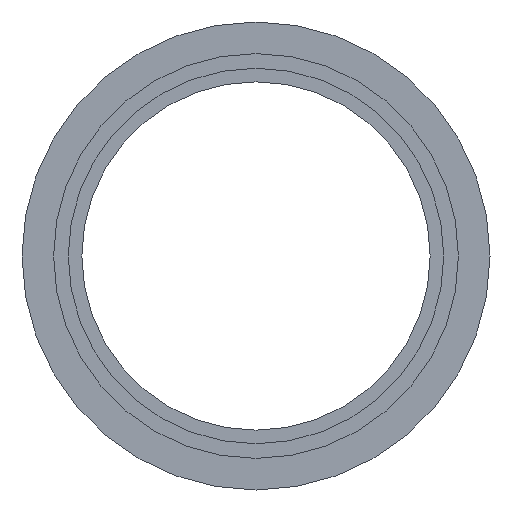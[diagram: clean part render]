
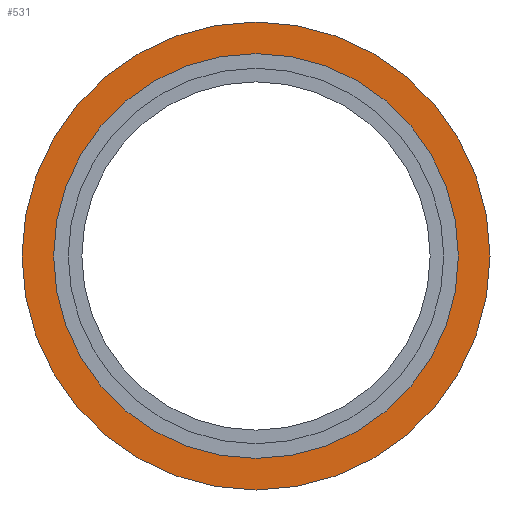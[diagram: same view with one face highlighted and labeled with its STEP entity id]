
A CAD part, front view. The second image highlights one B-rep face of the part: STEP entity #531.
In plain terms, the highlighted planar face has unit normal (0, -1, 0).
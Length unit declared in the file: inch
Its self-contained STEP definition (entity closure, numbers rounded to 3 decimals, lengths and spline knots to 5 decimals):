
#4 = VERTEX_POINT ( 'NONE', #422 ) ;
#27 = AXIS2_PLACEMENT_3D ( 'NONE', #412, #233, #613 ) ;
#48 = AXIS2_PLACEMENT_3D ( 'NONE', #170, #150, #60 ) ;
#59 = DIRECTION ( 'NONE',  ( 0., 0., -1. ) ) ;
#60 = DIRECTION ( 'NONE',  ( 0., 0., 1. ) ) ;
#61 = DIRECTION ( 'NONE',  ( 0., -1., 0. ) ) ;
#64 = CARTESIAN_POINT ( 'NONE',  ( 0., 0., 0. ) ) ;
#75 = VERTEX_POINT ( 'NONE', #221 ) ;
#76 = DIRECTION ( 'NONE',  ( 0., 0., -1. ) ) ;
#79 = DIRECTION ( 'NONE',  ( 0., -1., 0. ) ) ;
#95 = CARTESIAN_POINT ( 'NONE',  ( 0., 0., 0. ) ) ;
#109 = PLANE ( 'NONE',  #48 ) ;
#116 = EDGE_CURVE ( 'NONE', #4, #357, #578, .T. ) ;
#150 = DIRECTION ( 'NONE',  ( 0., 1., 0. ) ) ;
#170 = CARTESIAN_POINT ( 'NONE',  ( 0., 0., 0. ) ) ;
#190 = CIRCLE ( 'NONE', #273, 0.581 ) ;
#212 = CIRCLE ( 'NONE', #244, 0.67175 ) ;
#221 = CARTESIAN_POINT ( 'NONE',  ( 0., 0., -0.581 ) ) ;
#233 = DIRECTION ( 'NONE',  ( 0., -1., 0. ) ) ;
#235 = ORIENTED_EDGE ( 'NONE', *, *, #252, .F. ) ;
#244 = AXIS2_PLACEMENT_3D ( 'NONE', #64, #61, #59 ) ;
#252 = EDGE_CURVE ( 'NONE', #75, #558, #190, .T. ) ;
#254 = EDGE_CURVE ( 'NONE', #357, #4, #212, .T. ) ;
#273 = AXIS2_PLACEMENT_3D ( 'NONE', #95, #79, #76 ) ;
#357 = VERTEX_POINT ( 'NONE', #460 ) ;
#381 = EDGE_LOOP ( 'NONE', ( #235, #642 ) ) ;
#406 = ORIENTED_EDGE ( 'NONE', *, *, #254, .T. ) ;
#412 = CARTESIAN_POINT ( 'NONE',  ( 0., 0., 0. ) ) ;
#422 = CARTESIAN_POINT ( 'NONE',  ( 0., 0., -0.67175 ) ) ;
#459 = AXIS2_PLACEMENT_3D ( 'NONE', #479, #477, #473 ) ;
#460 = CARTESIAN_POINT ( 'NONE',  ( 0., 0., 0.67175 ) ) ;
#473 = DIRECTION ( 'NONE',  ( 0., 0., -1. ) ) ;
#477 = DIRECTION ( 'NONE',  ( 0., -1., 0. ) ) ;
#479 = CARTESIAN_POINT ( 'NONE',  ( 0., 0., 0. ) ) ;
#496 = CARTESIAN_POINT ( 'NONE',  ( 0., 0., 0.581 ) ) ;
#523 = ORIENTED_EDGE ( 'NONE', *, *, #116, .T. ) ;
#531 = ADVANCED_FACE ( 'NONE', ( #600, #633 ), #109, .F. ) ;
#558 = VERTEX_POINT ( 'NONE', #496 ) ;
#566 = EDGE_CURVE ( 'NONE', #558, #75, #569, .T. ) ;
#569 = CIRCLE ( 'NONE', #27, 0.581 ) ;
#578 = CIRCLE ( 'NONE', #459, 0.67175 ) ;
#597 = EDGE_LOOP ( 'NONE', ( #523, #406 ) ) ;
#600 = FACE_BOUND ( 'NONE', #381, .T. ) ;
#613 = DIRECTION ( 'NONE',  ( 0., 0., -1. ) ) ;
#633 = FACE_OUTER_BOUND ( 'NONE', #597, .T. ) ;
#642 = ORIENTED_EDGE ( 'NONE', *, *, #566, .F. ) ;
